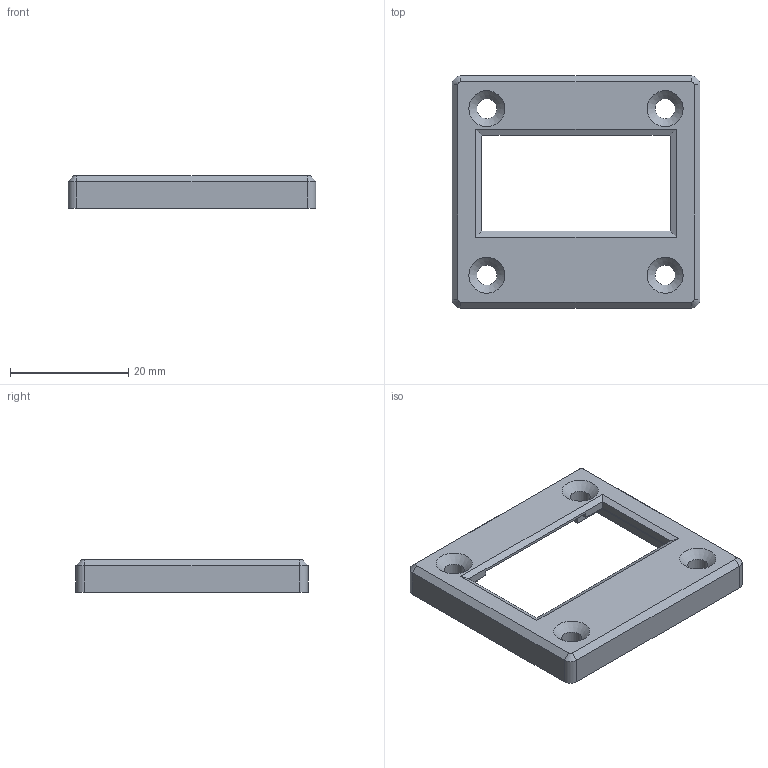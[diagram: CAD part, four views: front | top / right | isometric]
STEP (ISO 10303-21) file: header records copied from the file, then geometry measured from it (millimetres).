
FILE_DESCRIPTION(('FreeCAD Model'),'2;1');
FILE_NAME('Open CASCADE Shape Model','2024-12-22T16:45:55',(''),(''), 'Open CASCADE STEP processor 7.8','FreeCAD','Unknown');
FILE_SCHEMA(('AUTOMOTIVE_DESIGN { 1 0 10303 214 1 1 1 1 }'));
Length unit declared in the file: millimetre
Products named in the file (2): Bevel; Body
Assembly tree (1 placements, depth 2):
  Bevel
    Body
Bounding box: 42 x 39.3 x 5.5 mm (x, y, z)
Volume: 3214 mm3; surface area: 3799.1 mm2
Topology: 1 solids, 1 shells, 60 faces, 150 edges, 92 vertices
Faces by surface type: plane 44, cone 8, cylinder 8
Full cylindrical faces by diameter (mm): 3.4 x4
Entity records: 1808 total; most frequent: CARTESIAN_POINT 304, ORIENTED_EDGE 300, DIRECTION 298, EDGE_CURVE 150, LINE 126, VECTOR 126, VERTEX_POINT 92, AXIS2_PLACEMENT_3D 86
